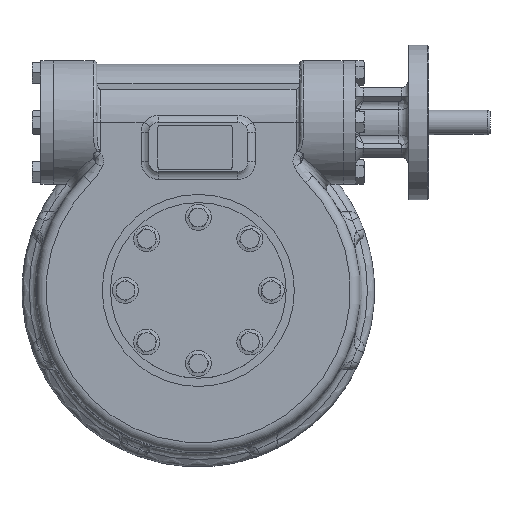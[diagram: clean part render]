
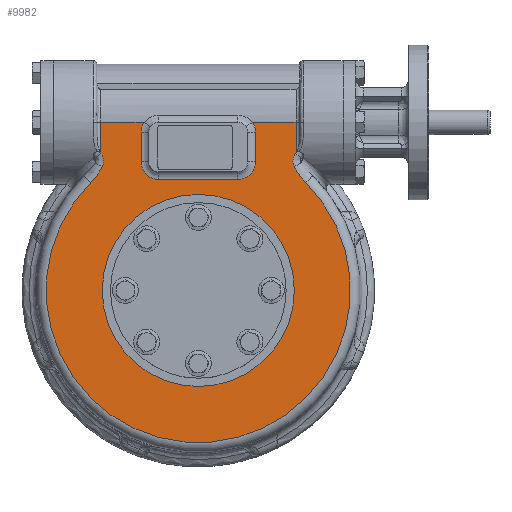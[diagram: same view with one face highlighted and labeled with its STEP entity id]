
A CAD part, top view. The second image highlights one B-rep face of the part: STEP entity #9982.
In plain terms, the highlighted planar face has unit normal (0, 0, 1).
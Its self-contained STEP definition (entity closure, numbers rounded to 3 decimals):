
#482=B_SPLINE_CURVE_WITH_KNOTS('',3,(#28580,#28581,#28582,#28583),
 .UNSPECIFIED.,.F.,.F.,(4,4),(0.,0.001),
 .UNSPECIFIED.);
#483=B_SPLINE_CURVE_WITH_KNOTS('',3,(#28585,#28586,#28587,#28588),
 .UNSPECIFIED.,.F.,.F.,(4,4),(0.,0.002),.UNSPECIFIED.);
#484=B_SPLINE_CURVE_WITH_KNOTS('',3,(#28590,#28591,#28592,#28593,#28594),
 .UNSPECIFIED.,.F.,.F.,(4,1,4),(0.,0.006,0.011),
 .UNSPECIFIED.);
#485=B_SPLINE_CURVE_WITH_KNOTS('',3,(#28596,#28597,#28598,#28599,#28600),
 .UNSPECIFIED.,.F.,.F.,(4,1,4),(0.,0.008,0.016),
 .UNSPECIFIED.);
#486=B_SPLINE_CURVE_WITH_KNOTS('',3,(#28604,#28605,#28606,#28607,#28608),
 .UNSPECIFIED.,.F.,.F.,(4,1,4),(0.,0.008,0.016),
 .UNSPECIFIED.);
#487=B_SPLINE_CURVE_WITH_KNOTS('',3,(#28610,#28611,#28612,#28613,#28614),
 .UNSPECIFIED.,.F.,.F.,(4,1,4),(0.,0.006,
0.011),.UNSPECIFIED.);
#488=B_SPLINE_CURVE_WITH_KNOTS('',3,(#28616,#28617,#28618,#28619),
 .UNSPECIFIED.,.F.,.F.,(4,4),(0.,0.002),.UNSPECIFIED.);
#489=B_SPLINE_CURVE_WITH_KNOTS('',3,(#28621,#28622,#28623,#28624),
 .UNSPECIFIED.,.F.,.F.,(4,4),(0.,0.001),
 .UNSPECIFIED.);
#906=PLANE('',#11802);
#1288=LINE('',#28559,#1721);
#1289=LINE('',#28564,#1722);
#1290=LINE('',#28568,#1723);
#1291=LINE('',#28572,#1724);
#1292=LINE('',#28576,#1725);
#1293=LINE('',#28578,#1726);
#1294=LINE('',#28626,#1727);
#1721=VECTOR('',#14232,1000.);
#1722=VECTOR('',#14235,1000.);
#1723=VECTOR('',#14238,1000.);
#1724=VECTOR('',#14241,1000.);
#1725=VECTOR('',#14244,1000.);
#1726=VECTOR('',#14245,1000.);
#1727=VECTOR('',#14248,1000.);
#4071=ORIENTED_EDGE('',*,*,#5910,.T.);
#4072=ORIENTED_EDGE('',*,*,#5911,.T.);
#4073=ORIENTED_EDGE('',*,*,#5912,.T.);
#4074=ORIENTED_EDGE('',*,*,#5913,.T.);
#4075=ORIENTED_EDGE('',*,*,#5914,.T.);
#4076=ORIENTED_EDGE('',*,*,#5915,.T.);
#4077=ORIENTED_EDGE('',*,*,#5916,.T.);
#4078=ORIENTED_EDGE('',*,*,#5917,.T.);
#4079=ORIENTED_EDGE('',*,*,#5918,.T.);
#4080=ORIENTED_EDGE('',*,*,#5919,.T.);
#4081=ORIENTED_EDGE('',*,*,#5920,.F.);
#4082=ORIENTED_EDGE('',*,*,#5921,.T.);
#4083=ORIENTED_EDGE('',*,*,#5922,.T.);
#4084=ORIENTED_EDGE('',*,*,#5923,.T.);
#4085=ORIENTED_EDGE('',*,*,#5924,.T.);
#4086=ORIENTED_EDGE('',*,*,#5925,.T.);
#4087=ORIENTED_EDGE('',*,*,#5926,.T.);
#4088=ORIENTED_EDGE('',*,*,#5927,.T.);
#4089=ORIENTED_EDGE('',*,*,#5928,.F.);
#4090=ORIENTED_EDGE('',*,*,#5929,.T.);
#4091=ORIENTED_EDGE('',*,*,#5930,.T.);
#5910=EDGE_CURVE('',#7007,#7008,#1288,.T.);
#5911=EDGE_CURVE('',#7008,#7009,#7610,.T.);
#5912=EDGE_CURVE('',#7009,#7010,#1289,.T.);
#5913=EDGE_CURVE('',#7010,#7011,#7611,.T.);
#5914=EDGE_CURVE('',#7011,#7012,#1290,.T.);
#5915=EDGE_CURVE('',#7012,#7013,#7612,.T.);
#5916=EDGE_CURVE('',#7013,#7014,#1291,.T.);
#5917=EDGE_CURVE('',#7014,#7015,#7613,.T.);
#5918=EDGE_CURVE('',#7015,#7016,#1292,.T.);
#5919=EDGE_CURVE('',#7016,#7017,#1293,.F.);
#5920=EDGE_CURVE('',#7018,#7017,#482,.F.);
#5921=EDGE_CURVE('',#7018,#7019,#483,.T.);
#5922=EDGE_CURVE('',#7019,#7020,#484,.T.);
#5923=EDGE_CURVE('',#7020,#7021,#485,.T.);
#5924=EDGE_CURVE('',#7021,#7022,#7614,.F.);
#5925=EDGE_CURVE('',#7022,#7023,#486,.T.);
#5926=EDGE_CURVE('',#7023,#7024,#487,.T.);
#5927=EDGE_CURVE('',#7024,#7025,#488,.T.);
#5928=EDGE_CURVE('',#7026,#7025,#489,.T.);
#5929=EDGE_CURVE('',#7026,#7007,#1294,.F.);
#5930=EDGE_CURVE('',#7027,#7027,#7615,.T.);
#7007=VERTEX_POINT('',#28560);
#7008=VERTEX_POINT('',#28561);
#7009=VERTEX_POINT('',#28563);
#7010=VERTEX_POINT('',#28565);
#7011=VERTEX_POINT('',#28567);
#7012=VERTEX_POINT('',#28569);
#7013=VERTEX_POINT('',#28571);
#7014=VERTEX_POINT('',#28573);
#7015=VERTEX_POINT('',#28575);
#7016=VERTEX_POINT('',#28577);
#7017=VERTEX_POINT('',#28579);
#7018=VERTEX_POINT('',#28584);
#7019=VERTEX_POINT('',#28589);
#7020=VERTEX_POINT('',#28595);
#7021=VERTEX_POINT('',#28601);
#7022=VERTEX_POINT('',#28603);
#7023=VERTEX_POINT('',#28609);
#7024=VERTEX_POINT('',#28615);
#7025=VERTEX_POINT('',#28620);
#7026=VERTEX_POINT('',#28625);
#7027=VERTEX_POINT('',#28628);
#7610=CIRCLE('',#11803,14.245);
#7611=CIRCLE('',#11804,14.245);
#7612=CIRCLE('',#11805,14.245);
#7613=CIRCLE('',#11806,14.245);
#7614=CIRCLE('',#11807,123.);
#7615=CIRCLE('',#11808,77.625);
#8383=EDGE_LOOP('',(#4071,#4072,#4073,#4074,#4075,#4076,#4077,#4078,#4079,
#4080,#4081,#4082,#4083,#4084,#4085,#4086,#4087,#4088,#4089,#4090));
#8384=EDGE_LOOP('',(#4091));
#9156=FACE_BOUND('',#8383,.T.);
#9157=FACE_BOUND('',#8384,.T.);
#9982=ADVANCED_FACE('',(#9156,#9157),#906,.F.);
#11802=AXIS2_PLACEMENT_3D('',#28558,#14230,#14231);
#11803=AXIS2_PLACEMENT_3D('',#28562,#14233,#14234);
#11804=AXIS2_PLACEMENT_3D('',#28566,#14236,#14237);
#11805=AXIS2_PLACEMENT_3D('',#28570,#14239,#14240);
#11806=AXIS2_PLACEMENT_3D('',#28574,#14242,#14243);
#11807=AXIS2_PLACEMENT_3D('',#28602,#14246,#14247);
#11808=AXIS2_PLACEMENT_3D('',#28627,#14249,#14250);
#14230=DIRECTION('',(0.,0.,-1.));
#14231=DIRECTION('',(-1.,0.,0.));
#14232=DIRECTION('',(-1.,0.,0.));
#14233=DIRECTION('',(0.,0.,-1.));
#14234=DIRECTION('',(-1.,0.,0.));
#14235=DIRECTION('',(0.,-1.,0.));
#14236=DIRECTION('',(0.,0.,-1.));
#14237=DIRECTION('',(-1.,0.,0.));
#14238=DIRECTION('',(-1.,0.,0.));
#14239=DIRECTION('',(0.,0.,-1.));
#14240=DIRECTION('',(-1.,0.,0.));
#14241=DIRECTION('',(0.,1.,0.));
#14242=DIRECTION('',(0.,0.,-1.));
#14243=DIRECTION('',(-1.,0.,0.));
#14244=DIRECTION('',(-1.,0.,0.));
#14245=DIRECTION('',(0.,1.,0.));
#14246=DIRECTION('',(0.,0.,-1.));
#14247=DIRECTION('',(-1.,0.,0.));
#14248=DIRECTION('',(0.,-1.,0.));
#14249=DIRECTION('',(0.,0.,-1.));
#14250=DIRECTION('',(-1.,0.,0.));
#28558=CARTESIAN_POINT('',(0.,0.,44.));
#28559=CARTESIAN_POINT('',(82.,135.915,44.));
#28560=CARTESIAN_POINT('',(79.,135.915,44.));
#28561=CARTESIAN_POINT('',(43.786,135.915,44.));
#28562=CARTESIAN_POINT('',(32.,127.915,44.));
#28563=CARTESIAN_POINT('',(46.245,127.915,44.));
#28564=CARTESIAN_POINT('',(46.245,0.,44.));
#28565=CARTESIAN_POINT('',(46.245,103.915,44.));
#28566=CARTESIAN_POINT('',(32.,103.915,44.));
#28567=CARTESIAN_POINT('',(32.,89.67,44.));
#28568=CARTESIAN_POINT('',(0.,89.67,44.));
#28569=CARTESIAN_POINT('',(-32.,89.67,44.));
#28570=CARTESIAN_POINT('',(-32.,103.915,44.));
#28571=CARTESIAN_POINT('',(-46.245,103.915,44.));
#28572=CARTESIAN_POINT('',(-46.245,0.,44.));
#28573=CARTESIAN_POINT('',(-46.245,127.915,44.));
#28574=CARTESIAN_POINT('',(-32.,127.915,44.));
#28575=CARTESIAN_POINT('',(-43.786,135.915,44.));
#28576=CARTESIAN_POINT('',(82.,135.915,44.));
#28577=CARTESIAN_POINT('',(-79.,135.915,44.));
#28578=CARTESIAN_POINT('',(-79.,0.,44.));
#28579=CARTESIAN_POINT('',(-79.,112.937,44.));
#28580=CARTESIAN_POINT('',(-79.,112.937,44.));
#28581=CARTESIAN_POINT('',(-79.339,112.599,44.));
#28582=CARTESIAN_POINT('',(-79.784,112.37,44.));
#28583=CARTESIAN_POINT('',(-80.252,112.258,44.));
#28584=CARTESIAN_POINT('',(-80.252,112.258,44.));
#28585=CARTESIAN_POINT('',(-80.252,112.258,44.));
#28586=CARTESIAN_POINT('',(-79.683,111.762,44.));
#28587=CARTESIAN_POINT('',(-79.167,111.216,44.));
#28588=CARTESIAN_POINT('',(-78.689,110.633,44.));
#28589=CARTESIAN_POINT('',(-78.689,110.633,44.));
#28590=CARTESIAN_POINT('',(-78.689,110.633,44.));
#28591=CARTESIAN_POINT('',(-77.496,109.179,44.));
#28592=CARTESIAN_POINT('',(-76.096,105.599,44.));
#28593=CARTESIAN_POINT('',(-76.719,101.779,44.));
#28594=CARTESIAN_POINT('',(-77.59,100.112,44.));
#28595=CARTESIAN_POINT('',(-77.59,100.112,44.));
#28596=CARTESIAN_POINT('',(-77.59,100.112,44.));
#28597=CARTESIAN_POINT('',(-78.826,97.743,44.));
#28598=CARTESIAN_POINT('',(-81.576,93.202,44.));
#28599=CARTESIAN_POINT('',(-84.882,89.057,44.));
#28600=CARTESIAN_POINT('',(-86.786,87.162,44.));
#28601=CARTESIAN_POINT('',(-86.786,87.162,44.));
#28602=CARTESIAN_POINT('',(0.,0.,44.));
#28603=CARTESIAN_POINT('',(86.786,87.162,44.));
#28604=CARTESIAN_POINT('',(86.786,87.162,44.));
#28605=CARTESIAN_POINT('',(84.882,89.057,44.));
#28606=CARTESIAN_POINT('',(81.576,93.202,44.));
#28607=CARTESIAN_POINT('',(78.826,97.743,44.));
#28608=CARTESIAN_POINT('',(77.59,100.112,44.));
#28609=CARTESIAN_POINT('',(77.59,100.112,44.));
#28610=CARTESIAN_POINT('',(77.59,100.112,44.));
#28611=CARTESIAN_POINT('',(76.719,101.779,44.));
#28612=CARTESIAN_POINT('',(76.093,105.571,44.));
#28613=CARTESIAN_POINT('',(77.496,109.18,44.));
#28614=CARTESIAN_POINT('',(78.689,110.633,44.));
#28615=CARTESIAN_POINT('',(78.689,110.633,44.));
#28616=CARTESIAN_POINT('',(78.689,110.633,44.));
#28617=CARTESIAN_POINT('',(79.167,111.216,44.));
#28618=CARTESIAN_POINT('',(79.683,111.762,44.));
#28619=CARTESIAN_POINT('',(80.252,112.258,44.));
#28620=CARTESIAN_POINT('',(80.252,112.258,44.));
#28621=CARTESIAN_POINT('',(79.,112.937,44.));
#28622=CARTESIAN_POINT('',(79.339,112.6,44.));
#28623=CARTESIAN_POINT('',(79.785,112.37,44.));
#28624=CARTESIAN_POINT('',(80.252,112.258,44.));
#28625=CARTESIAN_POINT('',(79.,112.937,44.));
#28626=CARTESIAN_POINT('',(79.,0.,44.));
#28627=CARTESIAN_POINT('',(0.,0.,44.));
#28628=CARTESIAN_POINT('',(-77.625,0.,44.));
